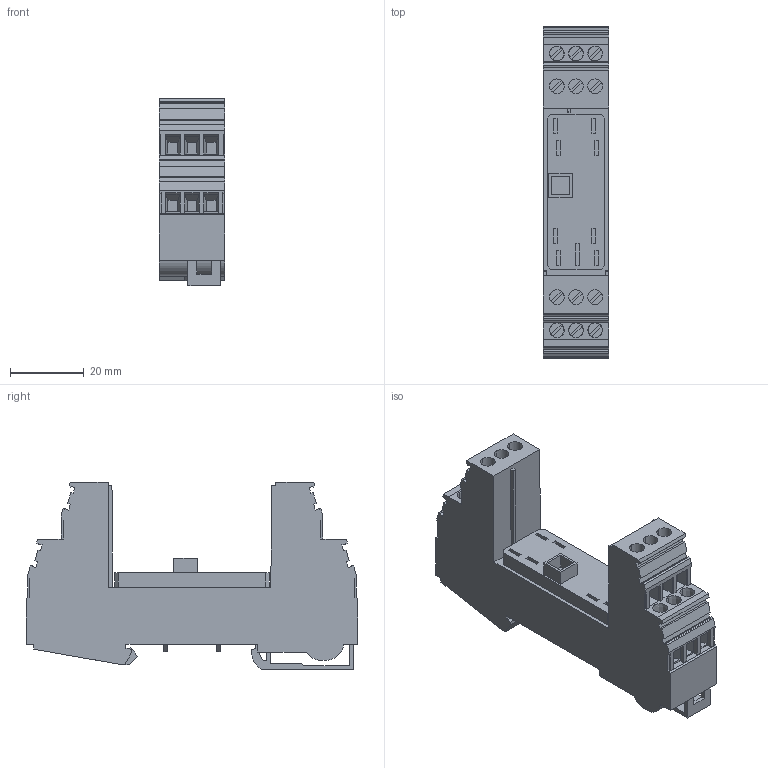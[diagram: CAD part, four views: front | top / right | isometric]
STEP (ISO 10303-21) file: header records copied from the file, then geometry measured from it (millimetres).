
FILE_DESCRIPTION(('Creo Elements/Direct Modeling STEP Export'),'2;1');
FILE_NAME('model.stp','2020-09-30T 7:02:22',(''),(''),'Creo Elements/Direct Modeling STEP processor for AP214 (Solid Model)','Creo Elements/Direct Modeling 20.1A 29-Sep-2018 (C) Parametric Technology GmbH','');
FILE_SCHEMA(('AUTOMOTIVE_DESIGN { 1 0 10303 214 1 1 1 1 }'));
Length unit declared in the file: millimetre
Products named in the file (2): PT...EX_BE-select
Assembly tree (1 placements, depth 2):
  PT...EX_BE-select
    PT...EX_BE-select
Bounding box: 17.7 x 90 x 50.95 mm (x, y, z)
Volume: 43951.8 mm3; surface area: 15396 mm2
Topology: 1 solids, 1 shells, 505 faces, 1367 edges, 886 vertices
Faces by surface type: plane 477, cylinder 16, extrusion 12
Entity records: 18873 total; most frequent: CARTESIAN_POINT 3254, ORIENTED_EDGE 2734, DIRECTION 2070, EDGE_CURVE 1367, VECTOR 1202, LINE 1190, VERTEX_POINT 886, EDGE_LOOP 533
